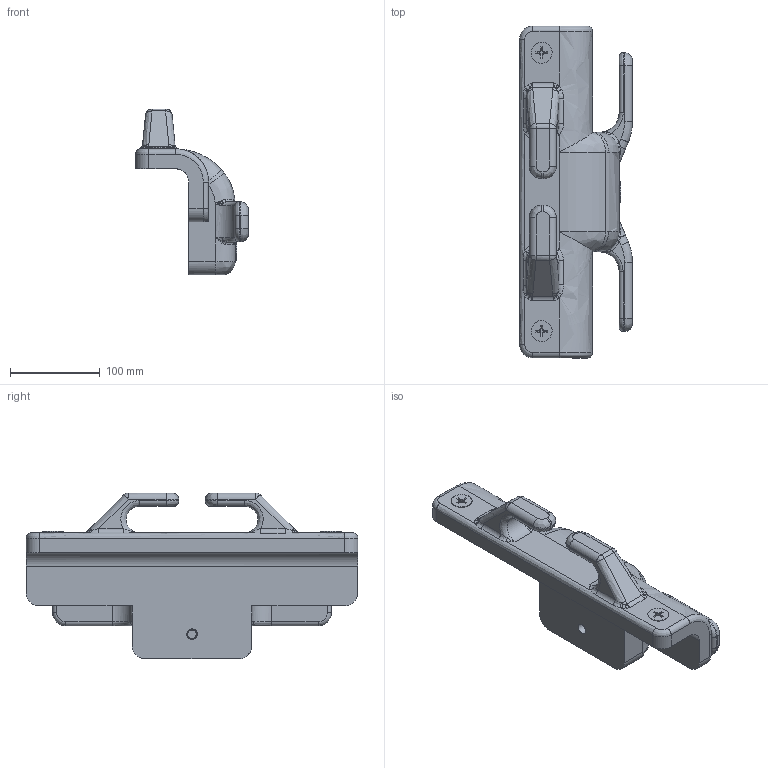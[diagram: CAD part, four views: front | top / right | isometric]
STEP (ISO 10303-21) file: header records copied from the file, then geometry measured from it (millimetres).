
FILE_DESCRIPTION(('FreeCAD Model'),'2;1');
FILE_NAME('Open CASCADE Shape Model','2025-04-26T04:44:49',('FreeCAD'),( 'FreeCAD'),'Open CASCADE STEP processor 7.6','FreeCAD','Unknown');
FILE_SCHEMA(('AUTOMOTIVE_DESIGN { 1 0 10303 214 1 1 1 1 }'));
Length unit declared in the file: millimetre
Products named in the file (1): Open CASCADE STEP translator 7.6 1
Bounding box: 125.9 x 370.3 x 185.15 mm (x, y, z)
Volume: 1920841.7 mm3; surface area: 187285.2 mm2
Topology: 4 solids, 4 shells, 356 faces, 858 edges, 493 vertices
Faces by surface type: bspline 356
Entity records: 12194 total; most frequent: CARTESIAN_POINT 7427, ORIENTED_EDGE 1680, EDGE_CURVE 840, VERTEX_POINT 493, B_SPLINE_CURVE_WITH_KNOTS 456, FACE_BOUND 365, EDGE_LOOP 365, ADVANCED_FACE 356
